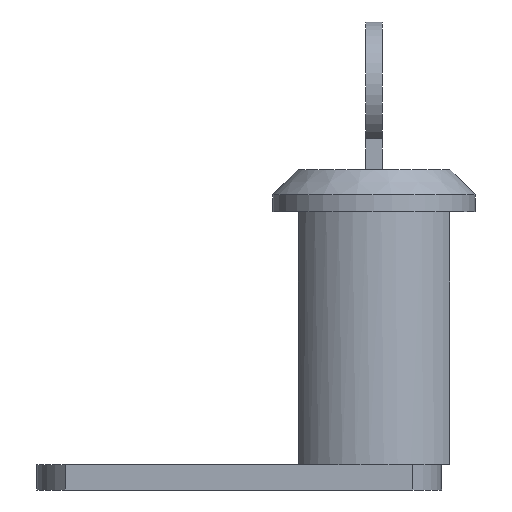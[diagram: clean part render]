
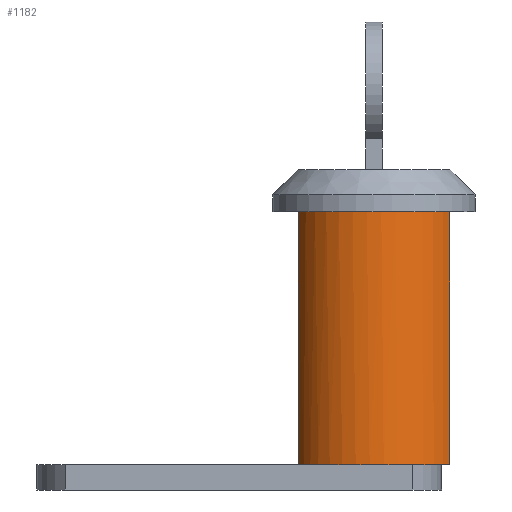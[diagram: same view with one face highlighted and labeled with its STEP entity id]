
A CAD part, front view. The second image highlights one B-rep face of the part: STEP entity #1182.
In plain terms, the highlighted cylindrical face has radius 10 mm (diameter 20 mm), a partial arc.
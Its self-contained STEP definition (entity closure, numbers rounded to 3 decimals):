
#359=CARTESIAN_POINT('',(0.,0.,0.));
#360=DIRECTION('',(0.,0.,1.));
#361=DIRECTION('',(-0.661,-0.75,0.));
#362=AXIS2_PLACEMENT_3D('',#359,#360,#361);
#619=CARTESIAN_POINT('',(0.,0.,0.));
#620=DIRECTION('',(0.,0.,1.));
#621=DIRECTION('',(-0.9,-0.436,0.));
#622=AXIS2_PLACEMENT_3D('',#619,#620,#621);
#627=DIRECTION('',(0.,0.,1.));
#628=VECTOR('',#627,30.);
#629=CARTESIAN_POINT('',(-9.,-4.359,0.));
#630=LINE('',#629,#628);
#634=CARTESIAN_POINT('',(0.,0.,30.));
#635=DIRECTION('',(0.,0.,1.));
#636=DIRECTION('',(-0.9,-0.436,0.));
#637=AXIS2_PLACEMENT_3D('',#634,#635,#636);
#642=DIRECTION('',(0.,0.,1.));
#643=VECTOR('',#642,30.);
#644=CARTESIAN_POINT('',(9.,-4.359,0.));
#645=LINE('',#644,#643);
#828=CARTESIAN_POINT('',(9.,-4.359,0.));
#830=VERTEX_POINT('',#828);
#839=CARTESIAN_POINT('',(-9.,-4.359,30.));
#840=CARTESIAN_POINT('',(9.,-4.359,30.));
#841=VERTEX_POINT('',#839);
#842=VERTEX_POINT('',#840);
#867=CARTESIAN_POINT('',(-9.,-4.359,0.));
#869=VERTEX_POINT('',#867);
#879=CARTESIAN_POINT('',(-6.614,-7.5,0.));
#880=VERTEX_POINT('',#879);
#1168=CARTESIAN_POINT('',(0.,0.,0.));
#1169=DIRECTION('',(0.,0.,1.));
#1170=DIRECTION('',(1.,0.,0.));
#1171=AXIS2_PLACEMENT_3D('',#1168,#1169,#1170);
#1172=CYLINDRICAL_SURFACE('',#1171,10.);
#1173=ORIENTED_EDGE('',*,*,#928,.F.);
#1175=ORIENTED_EDGE('',*,*,#1174,.F.);
#1177=ORIENTED_EDGE('',*,*,#1176,.T.);
#1178=ORIENTED_EDGE('',*,*,#979,.T.);
#1179=ORIENTED_EDGE('',*,*,#961,.F.);
#1180=EDGE_LOOP('',(#1173,#1175,#1177,#1178,#1179));
#1181=FACE_OUTER_BOUND('',#1180,.F.);
#363=CIRCLE('',#362,10.);
#623=CIRCLE('',#622,10.);
#638=CIRCLE('',#637,10.);
#928=EDGE_CURVE('',#880,#830,#363,.T.);
#961=EDGE_CURVE('',#830,#842,#645,.T.);
#979=EDGE_CURVE('',#841,#842,#638,.T.);
#1174=EDGE_CURVE('',#869,#880,#623,.T.);
#1176=EDGE_CURVE('',#869,#841,#630,.T.);
#1182=ADVANCED_FACE('',(#1181),#1172,.T.);
